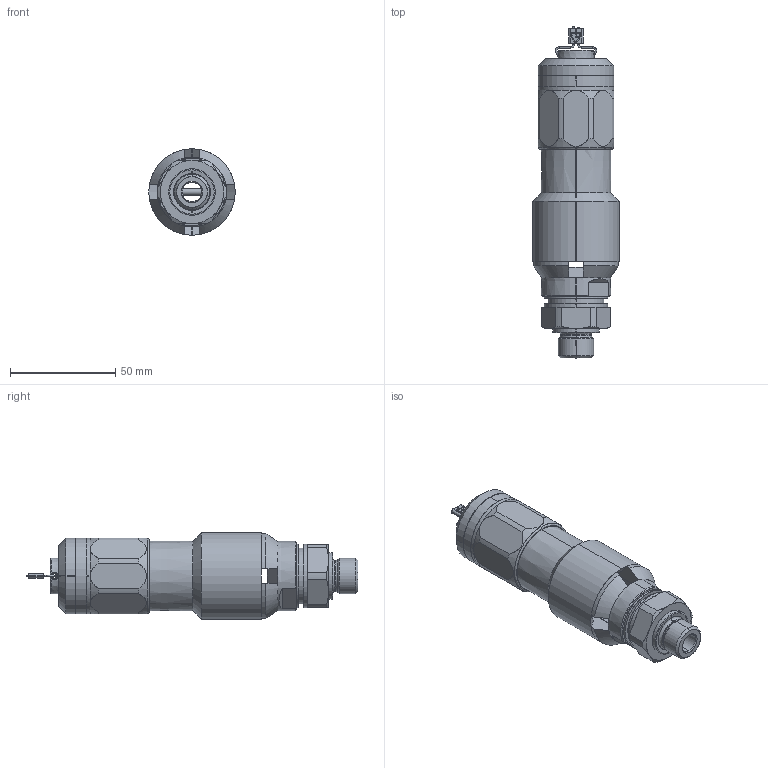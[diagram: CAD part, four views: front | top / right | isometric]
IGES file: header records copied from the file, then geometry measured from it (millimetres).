
Start section: SolidWorks IGES file using analytic representation for surfaces
Global section: file name: 492SGK_15_M_10_MD.IGS; native system: SolidWorks 2016; preprocessor: SolidWorks 2016; author: Bender; date: 170213.153649; units: millimetre
Bounding box: 41 x 157.47 x 41 mm (x, y, z)
Surface area: 25095.6 mm2 (no closed solid volume)
Topology: 0 solids, 0 shells, 266 faces, 3852 edges, 3852 vertices
Faces by surface type: revolution 133, bspline 133
